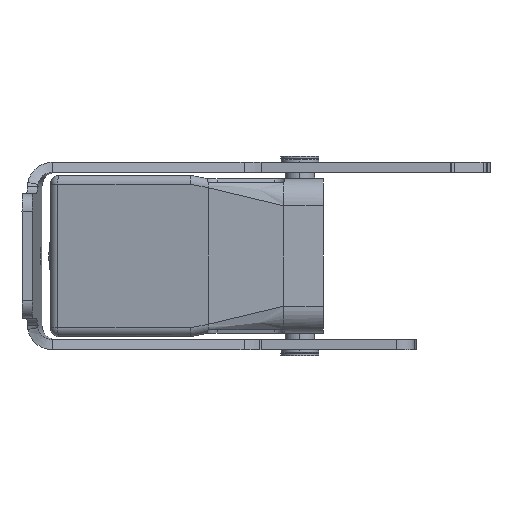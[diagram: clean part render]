
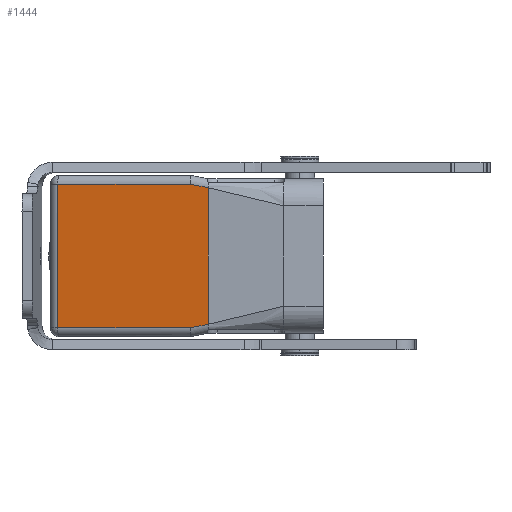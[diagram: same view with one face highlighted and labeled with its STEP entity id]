
A CAD part, left-side view. The second image highlights one B-rep face of the part: STEP entity #1444.
In plain terms, the highlighted planar face has unit normal (-0.982, 0.191, 0).
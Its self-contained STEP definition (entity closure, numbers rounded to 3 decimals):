
#689=B_SPLINE_CURVE_WITH_KNOTS('',3,(#16655,#16656,#16657,#16658),
 .UNSPECIFIED.,.F.,.F.,(4,4),(0.,1.),.UNSPECIFIED.);
#724=B_SPLINE_CURVE_WITH_KNOTS('',3,(#16976,#16977,#16978,#16979),
 .UNSPECIFIED.,.F.,.F.,(4,4),(0.,1.),.UNSPECIFIED.);
#754=B_SPLINE_CURVE_WITH_KNOTS('',3,(#17180,#17181,#17182,#17183),
 .UNSPECIFIED.,.F.,.F.,(4,4),(0.,1.),.UNSPECIFIED.);
#755=B_SPLINE_CURVE_WITH_KNOTS('',3,(#17185,#17186,#17187,#17188),
 .UNSPECIFIED.,.F.,.F.,(4,4),(0.,1.),.UNSPECIFIED.);
#1444=ADVANCED_FACE('NONE',(#2308),#1935,.T.);
#1935=PLANE('',#10816);
#2308=FACE_OUTER_BOUND('',#2913,.T.);
#2913=EDGE_LOOP('',(#4850,#4851,#4852,#4853,#4854,#4855));
#4850=ORIENTED_EDGE('',*,*,#8190,.T.);
#4851=ORIENTED_EDGE('',*,*,#8191,.F.);
#4852=ORIENTED_EDGE('',*,*,#8157,.T.);
#4853=ORIENTED_EDGE('',*,*,#8048,.T.);
#4854=ORIENTED_EDGE('',*,*,#8051,.T.);
#4855=ORIENTED_EDGE('',*,*,#8082,.T.);
#6658=VERTEX_POINT('',#15427);
#6714=VERTEX_POINT('',#15741);
#6807=VERTEX_POINT('',#16495);
#6830=VERTEX_POINT('',#16654);
#6879=VERTEX_POINT('',#16980);
#6900=VERTEX_POINT('',#17184);
#8048=EDGE_CURVE('NONE',#6807,#6658,#9349,.T.);
#8051=EDGE_CURVE('NONE',#6658,#6714,#9351,.T.);
#8082=EDGE_CURVE('NONE',#6714,#6830,#689,.T.);
#8157=EDGE_CURVE('NONE',#6879,#6807,#724,.T.);
#8190=EDGE_CURVE('NONE',#6830,#6900,#754,.T.);
#8191=EDGE_CURVE('NONE',#6879,#6900,#755,.T.);
#9349=LINE('',#16494,#10200);
#9351=LINE('',#16505,#10202);
#10200=VECTOR('',#12248,1.);
#10202=VECTOR('',#12252,1.);
#10816=AXIS2_PLACEMENT_3D('',#17189,#12404,#12405);
#12248=DIRECTION('',(0.191,0.982,0.));
#12252=DIRECTION('',(0.,0.,-1.));
#12404=DIRECTION('',(-0.982,0.191,0.));
#12405=DIRECTION('',(-0.191,-0.982,0.));
#15427=CARTESIAN_POINT('',(-55.652,34.789,20.));
#15741=CARTESIAN_POINT('',(-55.652,34.789,-20.));
#16494=CARTESIAN_POINT('',(-55.259,36.813,20.));
#16495=CARTESIAN_POINT('',(-62.839,-2.187,20.));
#16505=CARTESIAN_POINT('',(-55.652,34.789,0.));
#16654=CARTESIAN_POINT('',(-62.839,-2.187,-20.));
#16655=CARTESIAN_POINT('',(-55.652,34.789,-20.));
#16656=CARTESIAN_POINT('',(-58.047,22.464,-20.));
#16657=CARTESIAN_POINT('',(-60.443,10.138,-20.));
#16658=CARTESIAN_POINT('',(-62.839,-2.187,-20.));
#16976=CARTESIAN_POINT('',(-63.811,-7.188,19.));
#16977=CARTESIAN_POINT('',(-63.487,-5.521,19.333));
#16978=CARTESIAN_POINT('',(-63.163,-3.854,19.667));
#16979=CARTESIAN_POINT('',(-62.839,-2.187,20.));
#16980=CARTESIAN_POINT('',(-63.811,-7.188,19.));
#17180=CARTESIAN_POINT('',(-62.839,-2.187,-20.));
#17181=CARTESIAN_POINT('',(-63.163,-3.854,-19.667));
#17182=CARTESIAN_POINT('',(-63.487,-5.521,-19.333));
#17183=CARTESIAN_POINT('',(-63.811,-7.188,-19.));
#17184=CARTESIAN_POINT('',(-63.811,-7.188,-19.));
#17185=CARTESIAN_POINT('',(-63.811,-7.188,19.));
#17186=CARTESIAN_POINT('',(-63.811,-7.188,6.333));
#17187=CARTESIAN_POINT('',(-63.811,-7.188,-6.333));
#17188=CARTESIAN_POINT('',(-63.811,-7.188,-19.));
#17189=CARTESIAN_POINT('',(-55.259,36.813,0.));
